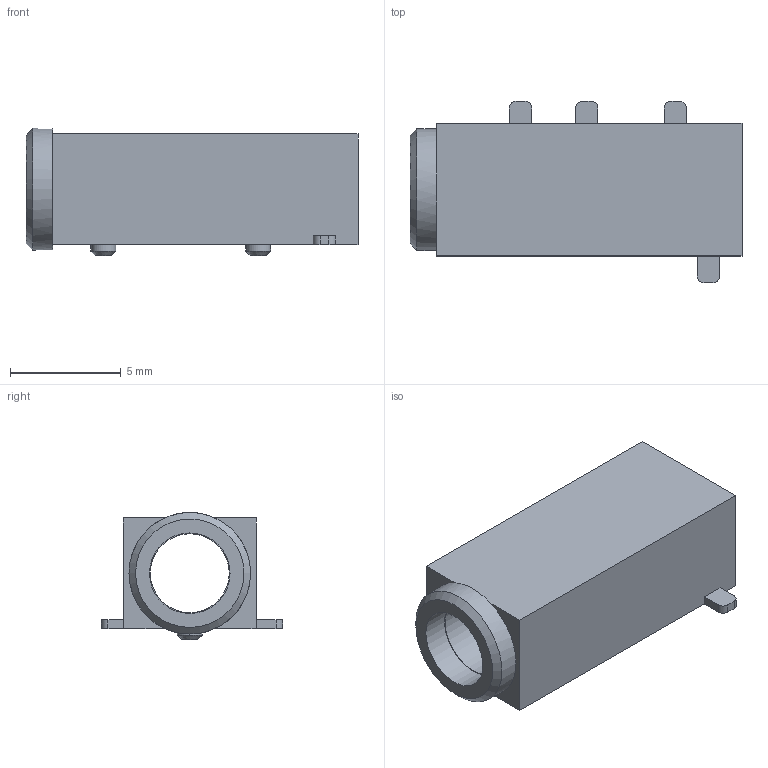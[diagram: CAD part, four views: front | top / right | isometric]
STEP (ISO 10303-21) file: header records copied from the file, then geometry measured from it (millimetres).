
FILE_DESCRIPTION(('FreeCAD Model'),'2;1');
FILE_NAME('SJ2-3574A.step','2018-11-21T10:17:51',( 'Author'),(''),'Open CASCADE STEP processor 7.3','FreeCAD','Unknown' );
FILE_SCHEMA(('AUTOMOTIVE_DESIGN_CC2 { 1 2 10303 214 -1 1 5 4 }'));
Length unit declared in the file: millimetre
Products named in the file (5): Chamfer001; Fillet; Fillet001; Fillet002; Fillet003
Bounding box: 15.02 x 8.2 x 5.75 mm (x, y, z)
Volume: 293.9 mm3; surface area: 548.7 mm2
Topology: 5 solids, 5 shells, 53 faces, 113 edges, 73 vertices
Faces by surface type: plane 37, cylinder 13, cone 3
Full cylindrical faces by diameter (mm): 1.125 x2, 3.571 x1, 3.642 x1, 5.501 x1
Entity records: 3033 total; most frequent: CARTESIAN_POINT 568, DIRECTION 458, LINE 270, VECTOR 270, ORIENTED_EDGE 226, PCURVE 226, DEFINITIONAL_REPRESENTATION 226, EDGE_CURVE 113
